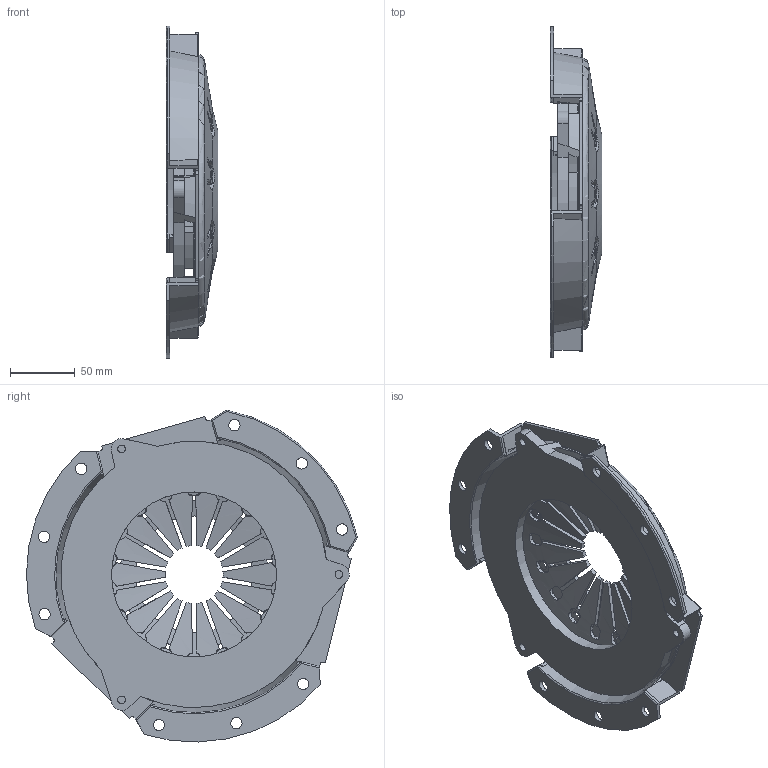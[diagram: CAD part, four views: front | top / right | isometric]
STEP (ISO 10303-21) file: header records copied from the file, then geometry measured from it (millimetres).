
FILE_DESCRIPTION(('FreeCAD Model'),'2;1');
FILE_NAME('Open CASCADE Shape Model','2025-04-25T20:44:21',('FreeCAD'),( 'FreeCAD'),'Open CASCADE STEP processor 7.6','FreeCAD','Unknown');
FILE_SCHEMA(('AUTOMOTIVE_DESIGN { 1 0 10303 214 1 1 1 1 }'));
Length unit declared in the file: millimetre
Products named in the file (1): Open CASCADE STEP translator 7.6 1
Bounding box: 40 x 254.84 x 255.49 mm (x, y, z)
Volume: 433841.2 mm3; surface area: 215933.5 mm2
Topology: 1 solids, 2 shells, 564 faces, 1690 edges, 1116 vertices
Faces by surface type: plane 299, cylinder 184, cone 74, torus 7
Full cylindrical faces by diameter (mm): 6 x3, 6.749 x9, 8.7 x9, 90 x1, 127 x1
Entity records: 32590 total; most frequent: CARTESIAN_POINT 18252, ORIENTED_EDGE 3380, DIRECTION 2510, EDGE_CURVE 1690, VERTEX_POINT 1116, AXIS2_PLACEMENT_3D 921, LINE 668, VECTOR 668
